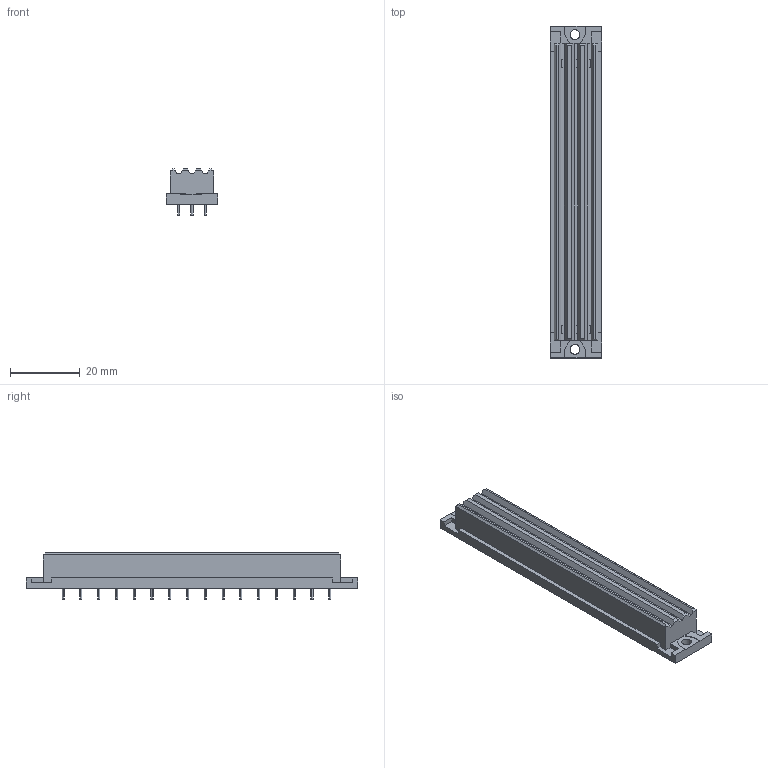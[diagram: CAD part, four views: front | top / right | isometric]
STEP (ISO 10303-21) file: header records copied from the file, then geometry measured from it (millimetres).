
FILE_DESCRIPTION((''),'2;1');
FILE_NAME('HARTING_09 06 248 6832.stp','2011-10-06T11:47:13',(''),(''),'Mechanical Desktop 2011','Mechanical Desktop 2011',', , ');
FILE_SCHEMA(('AUTOMOTIVE_DESIGN { 1 2 10303 214 1 1 1 1 }'));
Length unit declared in the file: millimetre
Products named in the file (2): ProductA; Product
Bounding box: 14.8 x 94.9 x 13.2 mm (x, y, z)
Volume: 10893.3 mm3; surface area: 5729.7 mm2
Topology: 49 solids, 49 shells, 294 faces, 554 edges, 370 vertices
Faces by surface type: bspline 102, cylinder 96, plane 96
Entity records: 7197 total; most frequent: CARTESIAN_POINT 1862, ORIENTED_EDGE 1108, DIRECTION 868, EDGE_CURVE 554, AXIS2_PLACEMENT_3D 386, VERTEX_POINT 370, EDGE_LOOP 310, FACE_OUTER_BOUND 294
